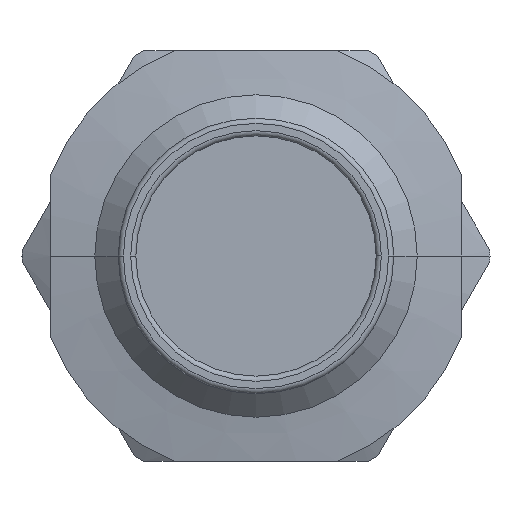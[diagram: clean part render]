
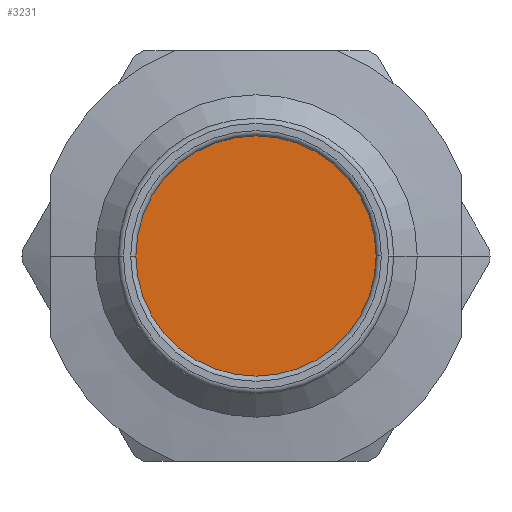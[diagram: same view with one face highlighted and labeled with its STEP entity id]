
A CAD part, left-side view. The second image highlights one B-rep face of the part: STEP entity #3231.
In plain terms, the highlighted planar face has unit normal (-1, 0, 0).
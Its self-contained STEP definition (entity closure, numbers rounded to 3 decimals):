
#219 = DIRECTION ( 'NONE',  ( 0., 1., 0. ) ) ;
#335 = DIRECTION ( 'NONE',  ( 0., 1., 0. ) ) ;
#743 = CIRCLE ( 'NONE', #4927, 2.31 ) ;
#1164 = CARTESIAN_POINT ( 'NONE',  ( 1.95, -2.31, 0. ) ) ;
#1563 = ORIENTED_EDGE ( 'NONE', *, *, #4679, .T. ) ;
#1718 = AXIS2_PLACEMENT_3D ( 'NONE', #2072, #2473, #219 ) ;
#1734 = CARTESIAN_POINT ( 'NONE',  ( 1.95, 0., 0. ) ) ;
#2072 = CARTESIAN_POINT ( 'NONE',  ( 1.95, 0., 0. ) ) ;
#2385 = AXIS2_PLACEMENT_3D ( 'NONE', #2992, #2503, #5742 ) ;
#2473 = DIRECTION ( 'NONE',  ( 1., 0., 0. ) ) ;
#2503 = DIRECTION ( 'NONE',  ( -1., 0., 0. ) ) ;
#2992 = CARTESIAN_POINT ( 'NONE',  ( 1.95, 0., 0. ) ) ;
#3231 = ADVANCED_FACE ( 'NONE', ( #3419 ), #3445, .T. ) ;
#3419 = FACE_OUTER_BOUND ( 'NONE', #5452, .T. ) ;
#3445 = PLANE ( 'NONE',  #2385 ) ;
#4503 = DIRECTION ( 'NONE',  ( -1., 0., 0. ) ) ;
#4679 = EDGE_CURVE ( 'NONE', #4766, #5258, #743, .T. ) ;
#4748 = CARTESIAN_POINT ( 'NONE',  ( 1.95, 2.31, 0. ) ) ;
#4766 = VERTEX_POINT ( 'NONE', #4748 ) ;
#4927 = AXIS2_PLACEMENT_3D ( 'NONE', #1734, #4503, #335 ) ;
#5161 = ORIENTED_EDGE ( 'NONE', *, *, #5420, .F. ) ;
#5258 = VERTEX_POINT ( 'NONE', #1164 ) ;
#5410 = CIRCLE ( 'NONE', #1718, 2.31 ) ;
#5420 = EDGE_CURVE ( 'NONE', #4766, #5258, #5410, .T. ) ;
#5452 = EDGE_LOOP ( 'NONE', ( #1563, #5161 ) ) ;
#5742 = DIRECTION ( 'NONE',  ( 0., 0., 1. ) ) ;
